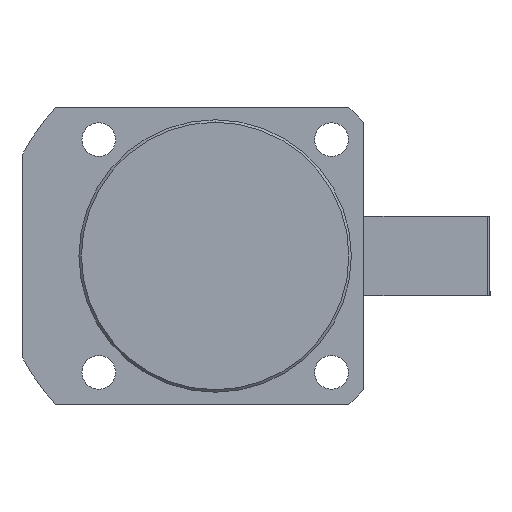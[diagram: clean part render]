
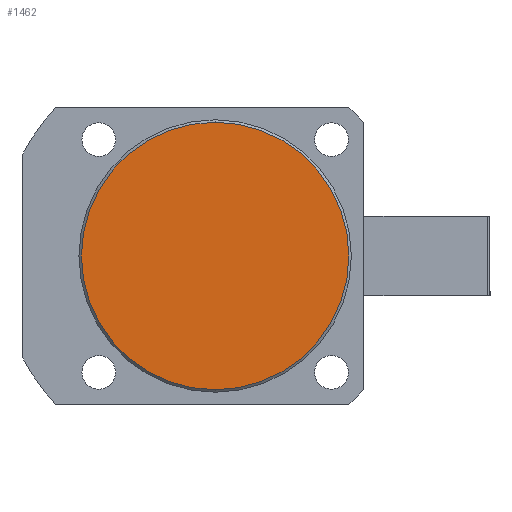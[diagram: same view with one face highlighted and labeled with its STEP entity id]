
A CAD part, front view. The second image highlights one B-rep face of the part: STEP entity #1462.
In plain terms, the highlighted planar face has unit normal (0, -1, 0).
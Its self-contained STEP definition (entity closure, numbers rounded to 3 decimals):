
#630 = VERTEX_POINT ( 'NONE', #6047 ) ;
#1388 = AXIS2_PLACEMENT_3D ( 'NONE', #5520, #5495, #5412 ) ;
#1462 = ADVANCED_FACE ( 'NONE', ( #4285 ), #5967, .T. ) ;
#1932 = ORIENTED_EDGE ( 'NONE', *, *, #2361, .F. ) ;
#2143 = CARTESIAN_POINT ( 'NONE',  ( 0., 0., 27. ) ) ;
#2220 = AXIS2_PLACEMENT_3D ( 'NONE', #5092, #5075, #5066 ) ;
#2361 = EDGE_CURVE ( 'NONE', #630, #4759, #7396, .T. ) ;
#3028 = EDGE_LOOP ( 'NONE', ( #7289, #1932 ) ) ;
#3926 = CIRCLE ( 'NONE', #1388, 27. ) ;
#4285 = FACE_OUTER_BOUND ( 'NONE', #3028, .T. ) ;
#4759 = VERTEX_POINT ( 'NONE', #2143 ) ;
#5066 = DIRECTION ( 'NONE',  ( 0., 0., 1. ) ) ;
#5075 = DIRECTION ( 'NONE',  ( 0., 1., 0. ) ) ;
#5092 = CARTESIAN_POINT ( 'NONE',  ( 0., 0., 0. ) ) ;
#5223 = AXIS2_PLACEMENT_3D ( 'NONE', #5963, #5748, #5978 ) ;
#5412 = DIRECTION ( 'NONE',  ( 0., 0., 1. ) ) ;
#5495 = DIRECTION ( 'NONE',  ( 0., 1., 0. ) ) ;
#5520 = CARTESIAN_POINT ( 'NONE',  ( 0., 0., 0. ) ) ;
#5748 = DIRECTION ( 'NONE',  ( 0., -1., 0. ) ) ;
#5963 = CARTESIAN_POINT ( 'NONE',  ( 22., 0., 0. ) ) ;
#5967 = PLANE ( 'NONE',  #5223 ) ;
#5978 = DIRECTION ( 'NONE',  ( 0., 0., -1. ) ) ;
#6047 = CARTESIAN_POINT ( 'NONE',  ( 0., 0., -27. ) ) ;
#6441 = EDGE_CURVE ( 'NONE', #4759, #630, #3926, .T. ) ;
#7289 = ORIENTED_EDGE ( 'NONE', *, *, #6441, .F. ) ;
#7396 = CIRCLE ( 'NONE', #2220, 27. ) ;
